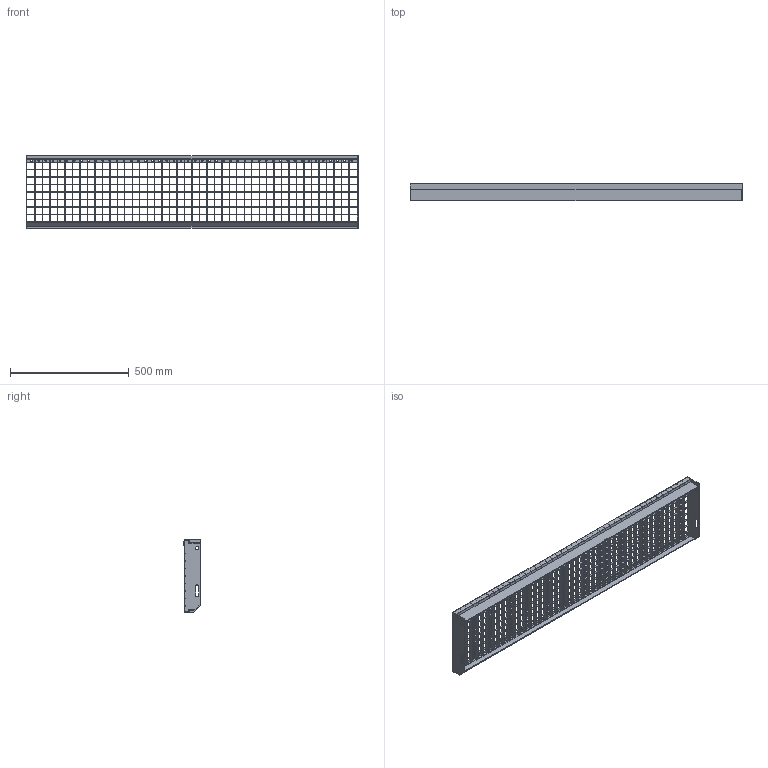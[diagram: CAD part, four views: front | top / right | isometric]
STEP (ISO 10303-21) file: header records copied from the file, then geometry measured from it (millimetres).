
FILE_DESCRIPTION (( 'STEP AP203' ), '1' );
FILE_NAME ('40.1403030.7.step', '2015-10-04T07:12:52', ( '' ), ( '' ), 'SwSTEP 2.0', 'SolidWorks 2015', '' );
FILE_SCHEMA (( 'CONFIG_CONTROL_DESIGN' ));
Length unit declared in the file: millimetre
Products named in the file (1): 40.1403030.7
Bounding box: 1400 x 72.67 x 305 mm (x, y, z)
Volume: 1189545.8 mm3; surface area: 1415472.6 mm2
Topology: 43 solids, 43 shells, 1200 faces, 2999 edges, 1982 vertices
Faces by surface type: plane 721, cylinder 196, cone 186, bspline 97
Entity records: 41918 total; most frequent: CARTESIAN_POINT 12639, ORIENTED_EDGE 5998, DIRECTION 5793, EDGE_CURVE 2999, VECTOR 2025, LINE 2025, VERTEX_POINT 1982, AXIS2_PLACEMENT_3D 1884
